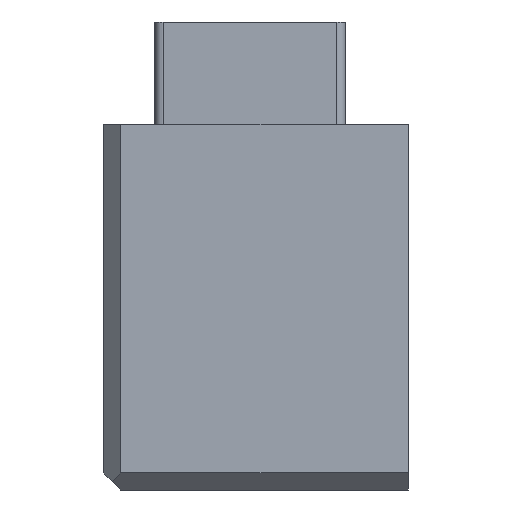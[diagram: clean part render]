
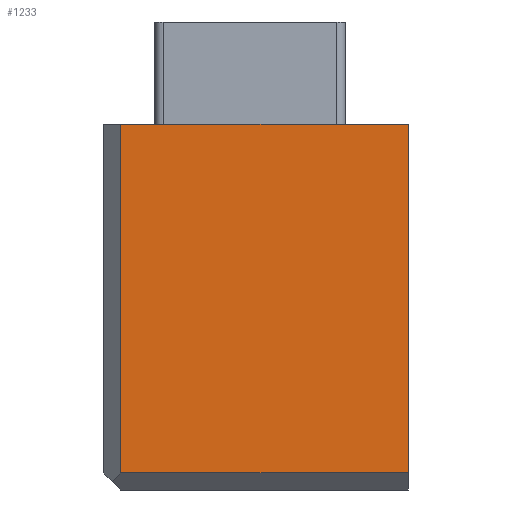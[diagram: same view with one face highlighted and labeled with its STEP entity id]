
A CAD part, left-side view. The second image highlights one B-rep face of the part: STEP entity #1233.
In plain terms, the highlighted planar face has unit normal (-1, 0, 0).
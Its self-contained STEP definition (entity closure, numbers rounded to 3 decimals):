
#65=PLANE('',#1324);
#124=FACE_OUTER_BOUND('',#189,.T.);
#189=EDGE_LOOP('',(#1135,#1136,#1137,#1138));
#252=LINE('',#1780,#411);
#300=LINE('',#1878,#459);
#334=LINE('',#1948,#493);
#342=LINE('',#1963,#501);
#411=VECTOR('',#1427,10.);
#459=VECTOR('',#1513,10.);
#493=VECTOR('',#1581,10.);
#501=VECTOR('',#1595,10.);
#588=VERTEX_POINT('',#1777);
#589=VERTEX_POINT('',#1779);
#620=VERTEX_POINT('',#1876);
#639=VERTEX_POINT('',#1946);
#712=EDGE_CURVE('',#589,#588,#252,.T.);
#762=EDGE_CURVE('',#620,#588,#300,.T.);
#798=EDGE_CURVE('',#639,#620,#334,.T.);
#806=EDGE_CURVE('',#589,#639,#342,.T.);
#1135=ORIENTED_EDGE('',*,*,#798,.F.);
#1136=ORIENTED_EDGE('',*,*,#806,.F.);
#1137=ORIENTED_EDGE('',*,*,#712,.T.);
#1138=ORIENTED_EDGE('',*,*,#762,.F.);
#1233=ADVANCED_FACE('',(#124),#65,.T.);
#1324=AXIS2_PLACEMENT_3D('',#1988,#1626,#1627);
#1427=DIRECTION('',(0.,0.,1.));
#1513=DIRECTION('',(0.,-1.,0.));
#1581=DIRECTION('',(0.,0.,1.));
#1595=DIRECTION('',(0.,1.,0.));
#1626=DIRECTION('center_axis',(-1.,0.,0.));
#1627=DIRECTION('ref_axis',(0.,0.,1.));
#1777=CARTESIAN_POINT('',(-1.,-7.231,-3.531));
#1779=CARTESIAN_POINT('',(-1.,-7.231,-24.031));
#1780=CARTESIAN_POINT('',(-1.,-7.231,-22.831));
#1876=CARTESIAN_POINT('',(-1.,9.669,-3.531));
#1878=CARTESIAN_POINT('',(-1.,-3.256,-3.531));
#1946=CARTESIAN_POINT('',(-1.,9.669,-24.031));
#1948=CARTESIAN_POINT('',(-1.,9.669,-12.231));
#1963=CARTESIAN_POINT('',(-1.,-7.231,-24.031));
#1988=CARTESIAN_POINT('Origin',(-1.,-7.231,-25.031));
